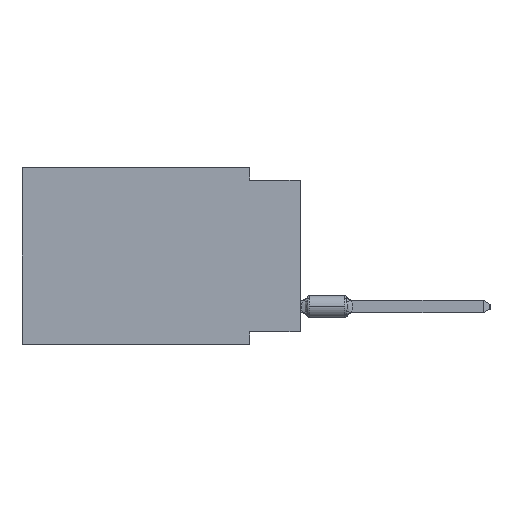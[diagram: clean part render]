
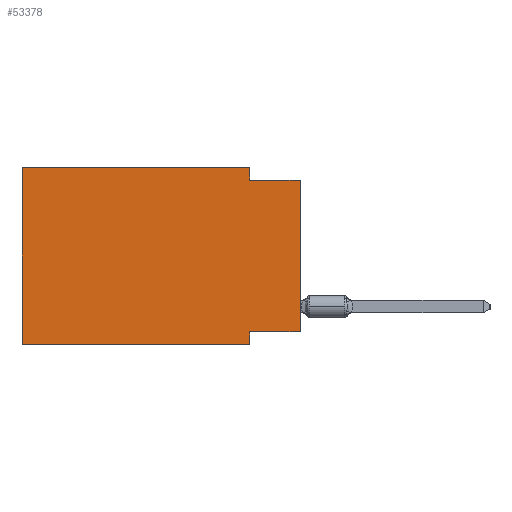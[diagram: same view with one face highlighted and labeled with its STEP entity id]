
A CAD part, left-side view. The second image highlights one B-rep face of the part: STEP entity #53378.
In plain terms, the highlighted planar face has unit normal (-1, 0, 0).
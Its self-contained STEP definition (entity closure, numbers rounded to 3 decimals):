
#387 = ORIENTED_EDGE ( 'NONE', *, *, #78716, .F. ) ;
#430 = CARTESIAN_POINT ( 'NONE',  ( 0., 0., 0. ) ) ;
#516 = EDGE_CURVE ( 'NONE', #34913, #72800, #1597, .T. ) ;
#1230 = CARTESIAN_POINT ( 'NONE',  ( 0., 2.54, -8.255 ) ) ;
#1597 = LINE ( 'NONE', #33085, #54227 ) ;
#2392 = VERTEX_POINT ( 'NONE', #59172 ) ;
#2798 = DIRECTION ( 'NONE',  ( 0., -1., 0. ) ) ;
#3496 = ORIENTED_EDGE ( 'NONE', *, *, #70057, .T. ) ;
#4378 = VECTOR ( 'NONE', #24329, 1000. ) ;
#4518 = CARTESIAN_POINT ( 'NONE',  ( 0., 13.97, 0. ) ) ;
#4914 = LINE ( 'NONE', #4518, #67407 ) ;
#5335 = VERTEX_POINT ( 'NONE', #70463 ) ;
#5710 = VECTOR ( 'NONE', #35573, 1000. ) ;
#6251 = DIRECTION ( 'NONE',  ( 0., 0., -1. ) ) ;
#6301 = EDGE_CURVE ( 'NONE', #46665, #5335, #8840, .T. ) ;
#8840 = LINE ( 'NONE', #10437, #36916 ) ;
#8847 = ORIENTED_EDGE ( 'NONE', *, *, #13937, .F. ) ;
#10437 = CARTESIAN_POINT ( 'NONE',  ( 0., 13.97, -8.89 ) ) ;
#10920 = CARTESIAN_POINT ( 'NONE',  ( 0., 0., -8.255 ) ) ;
#11344 = LINE ( 'NONE', #430, #61177 ) ;
#11778 = VERTEX_POINT ( 'NONE', #51295 ) ;
#12294 = FACE_OUTER_BOUND ( 'NONE', #54807, .T. ) ;
#13413 = LINE ( 'NONE', #68376, #36218 ) ;
#13937 = EDGE_CURVE ( 'NONE', #11778, #63458, #35973, .T. ) ;
#14665 = CARTESIAN_POINT ( 'NONE',  ( 0., 0., -0.635 ) ) ;
#14868 = ORIENTED_EDGE ( 'NONE', *, *, #68052, .F. ) ;
#16659 = CARTESIAN_POINT ( 'NONE',  ( 0., 2.54, -8.89 ) ) ;
#23990 = ORIENTED_EDGE ( 'NONE', *, *, #516, .F. ) ;
#24025 = DIRECTION ( 'NONE',  ( 1., 0., 0. ) ) ;
#24329 = DIRECTION ( 'NONE',  ( 0., 0., -1. ) ) ;
#24748 = ORIENTED_EDGE ( 'NONE', *, *, #54834, .F. ) ;
#25831 = DIRECTION ( 'NONE',  ( 0., -1., 0. ) ) ;
#28666 = VERTEX_POINT ( 'NONE', #52952 ) ;
#29062 = LINE ( 'NONE', #39985, #59580 ) ;
#29578 = AXIS2_PLACEMENT_3D ( 'NONE', #30102, #24025, #6251 ) ;
#30102 = CARTESIAN_POINT ( 'NONE',  ( 0., 13.97, 0. ) ) ;
#33085 = CARTESIAN_POINT ( 'NONE',  ( 0., 0., -0.635 ) ) ;
#34913 = VERTEX_POINT ( 'NONE', #52761 ) ;
#35573 = DIRECTION ( 'NONE',  ( 0., 1., 0. ) ) ;
#35973 = LINE ( 'NONE', #10920, #5710 ) ;
#35996 = DIRECTION ( 'NONE',  ( 0., 0., 1. ) ) ;
#36218 = VECTOR ( 'NONE', #50201, 1000. ) ;
#36916 = VECTOR ( 'NONE', #2798, 1000. ) ;
#39985 = CARTESIAN_POINT ( 'NONE',  ( 0., 13.97, 0. ) ) ;
#42062 = DIRECTION ( 'NONE',  ( 0., 0., 1. ) ) ;
#43100 = EDGE_CURVE ( 'NONE', #46665, #2392, #4914, .T. ) ;
#46665 = VERTEX_POINT ( 'NONE', #62527 ) ;
#47255 = DIRECTION ( 'NONE',  ( 0., -1., 0. ) ) ;
#50201 = DIRECTION ( 'NONE',  ( 0., 0., -1. ) ) ;
#51295 = CARTESIAN_POINT ( 'NONE',  ( 0., 0., -8.255 ) ) ;
#52761 = CARTESIAN_POINT ( 'NONE',  ( 0., 2.54, -0.635 ) ) ;
#52952 = CARTESIAN_POINT ( 'NONE',  ( 0., 2.54, 0. ) ) ;
#53378 = ADVANCED_FACE ( 'NONE', ( #12294 ), #56341, .F. ) ;
#54227 = VECTOR ( 'NONE', #25831, 1000. ) ;
#54501 = ORIENTED_EDGE ( 'NONE', *, *, #6301, .T. ) ;
#54807 = EDGE_LOOP ( 'NONE', ( #3496, #23990, #24748, #387, #58541, #54501, #14868, #8847 ) ) ;
#54834 = EDGE_CURVE ( 'NONE', #28666, #34913, #13413, .T. ) ;
#55060 = LINE ( 'NONE', #16659, #4378 ) ;
#56341 = PLANE ( 'NONE',  #29578 ) ;
#58541 = ORIENTED_EDGE ( 'NONE', *, *, #43100, .F. ) ;
#59172 = CARTESIAN_POINT ( 'NONE',  ( 0., 13.97, 0. ) ) ;
#59580 = VECTOR ( 'NONE', #47255, 1000. ) ;
#61177 = VECTOR ( 'NONE', #35996, 1000. ) ;
#62527 = CARTESIAN_POINT ( 'NONE',  ( 0., 13.97, -8.89 ) ) ;
#63458 = VERTEX_POINT ( 'NONE', #1230 ) ;
#67407 = VECTOR ( 'NONE', #42062, 1000. ) ;
#68052 = EDGE_CURVE ( 'NONE', #63458, #5335, #55060, .T. ) ;
#68376 = CARTESIAN_POINT ( 'NONE',  ( 0., 2.54, 0. ) ) ;
#70057 = EDGE_CURVE ( 'NONE', #11778, #72800, #11344, .T. ) ;
#70463 = CARTESIAN_POINT ( 'NONE',  ( 0., 2.54, -8.89 ) ) ;
#72800 = VERTEX_POINT ( 'NONE', #14665 ) ;
#78716 = EDGE_CURVE ( 'NONE', #2392, #28666, #29062, .T. ) ;
